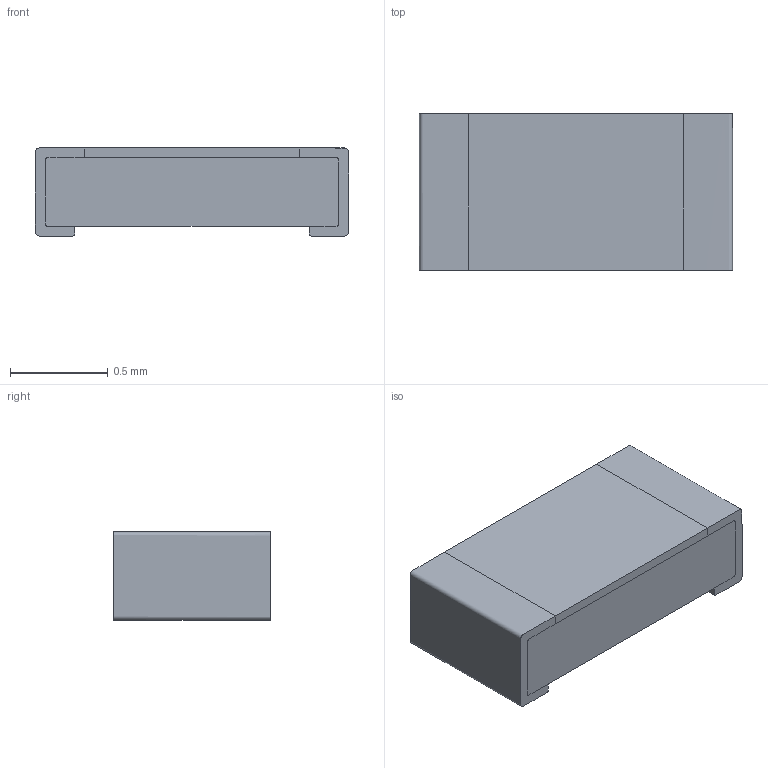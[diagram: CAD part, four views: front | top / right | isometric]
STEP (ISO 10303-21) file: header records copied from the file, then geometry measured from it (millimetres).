
FILE_DESCRIPTION(('FreeCAD Model'),'2;1');
FILE_NAME('Document003_sp.step', '2017-08-31T10:36:51',('kicad StepUp'),('ksu MCAD'), 'Open CASCADE STEP processor 6.8','FreeCAD','Unknown');
FILE_SCHEMA(('AUTOMOTIVE_DESIGN_CC2 { 1 2 10303 214 -1 1 5 4 }'));
Length unit declared in the file: millimetre
Products named in the file (2): ASSEMBLY; Document003_sp
Assembly tree (1 placements, depth 2):
  ASSEMBLY
    Document003_sp
Bounding box: 1.6 x 0.8 x 0.45 mm (x, y, z)
Volume: 0.5 mm3; surface area: 4.7 mm2
Topology: 1 solids, 1 shells, 19 faces, 46 edges, 29 vertices
Faces by surface type: plane 12, bspline 7
Entity records: 903 total; most frequent: CARTESIAN_POINT 436, ORIENTED_EDGE 92, EDGE_CURVE 46, VERTEX_POINT 29, DIRECTION 28, B_SPLINE_CURVE_WITH_KNOTS 24, ADVANCED_FACE 19, FACE_BOUND 19
